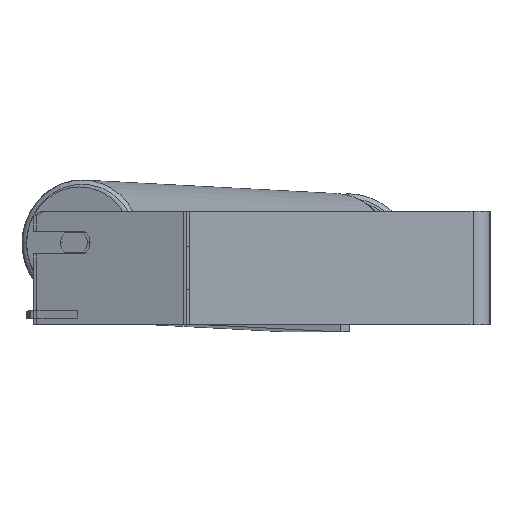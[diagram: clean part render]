
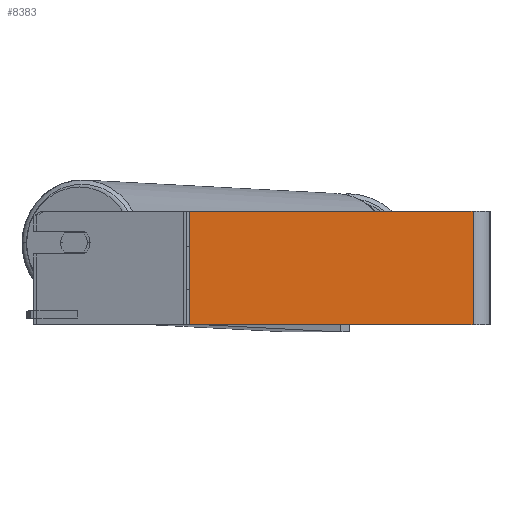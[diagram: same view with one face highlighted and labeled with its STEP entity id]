
A CAD part, left-side view. The second image highlights one B-rep face of the part: STEP entity #8383.
In plain terms, the highlighted planar face has unit normal (-1, 0, 0).
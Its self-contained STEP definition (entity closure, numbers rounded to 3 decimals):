
#11 = EDGE_CURVE ( 'NONE', #7264, #7050, #5029, .T. ) ;
#67 = ORIENTED_EDGE ( 'NONE', *, *, #4897, .F. ) ;
#114 = CARTESIAN_POINT ( 'NONE',  ( -840., 212.275, 40. ) ) ;
#116 = VERTEX_POINT ( 'NONE', #3239 ) ;
#874 = VECTOR ( 'NONE', #6369, 1000. ) ;
#1082 = DIRECTION ( 'NONE',  ( 0., -1., 0. ) ) ;
#1210 = VECTOR ( 'NONE', #5791, 1000. ) ;
#1591 = CARTESIAN_POINT ( 'NONE',  ( -840., 214.39, 40. ) ) ;
#1627 = VECTOR ( 'NONE', #7234, 1000. ) ;
#2275 = CARTESIAN_POINT ( 'NONE',  ( -840., 12., 40. ) ) ;
#2839 = CARTESIAN_POINT ( 'NONE',  ( -840., 212.275, -40. ) ) ;
#2867 = EDGE_CURVE ( 'NONE', #7646, #116, #7558, .T. ) ;
#3219 = ORIENTED_EDGE ( 'NONE', *, *, #4509, .T. ) ;
#3239 = CARTESIAN_POINT ( 'NONE',  ( -840., 12., -40. ) ) ;
#3409 = PLANE ( 'NONE',  #4993 ) ;
#3442 = LINE ( 'NONE', #7072, #874 ) ;
#4509 = EDGE_CURVE ( 'NONE', #7264, #7646, #5800, .T. ) ;
#4897 = EDGE_CURVE ( 'NONE', #7050, #116, #3442, .T. ) ;
#4993 = AXIS2_PLACEMENT_3D ( 'NONE', #6941, #6892, #6232 ) ;
#5029 = LINE ( 'NONE', #1591, #1210 ) ;
#5517 = FACE_OUTER_BOUND ( 'NONE', #8322, .T. ) ;
#5600 = ORIENTED_EDGE ( 'NONE', *, *, #11, .F. ) ;
#5791 = DIRECTION ( 'NONE',  ( 0., -1., 0. ) ) ;
#5800 = LINE ( 'NONE', #114, #1627 ) ;
#6232 = DIRECTION ( 'NONE',  ( 0., 0., -1. ) ) ;
#6369 = DIRECTION ( 'NONE',  ( 0., 0., -1. ) ) ;
#6892 = DIRECTION ( 'NONE',  ( 1., 0., 0. ) ) ;
#6941 = CARTESIAN_POINT ( 'NONE',  ( -840., 214.39, 40. ) ) ;
#7050 = VERTEX_POINT ( 'NONE', #2275 ) ;
#7072 = CARTESIAN_POINT ( 'NONE',  ( -840., 12., 40. ) ) ;
#7234 = DIRECTION ( 'NONE',  ( 0., 0., -1. ) ) ;
#7264 = VERTEX_POINT ( 'NONE', #8190 ) ;
#7558 = LINE ( 'NONE', #8946, #9122 ) ;
#7646 = VERTEX_POINT ( 'NONE', #2839 ) ;
#8085 = ORIENTED_EDGE ( 'NONE', *, *, #2867, .T. ) ;
#8190 = CARTESIAN_POINT ( 'NONE',  ( -840., 212.275, 40. ) ) ;
#8322 = EDGE_LOOP ( 'NONE', ( #8085, #67, #5600, #3219 ) ) ;
#8383 = ADVANCED_FACE ( 'NONE', ( #5517 ), #3409, .F. ) ;
#8946 = CARTESIAN_POINT ( 'NONE',  ( -840., 214.39, -40. ) ) ;
#9122 = VECTOR ( 'NONE', #1082, 1000. ) ;
